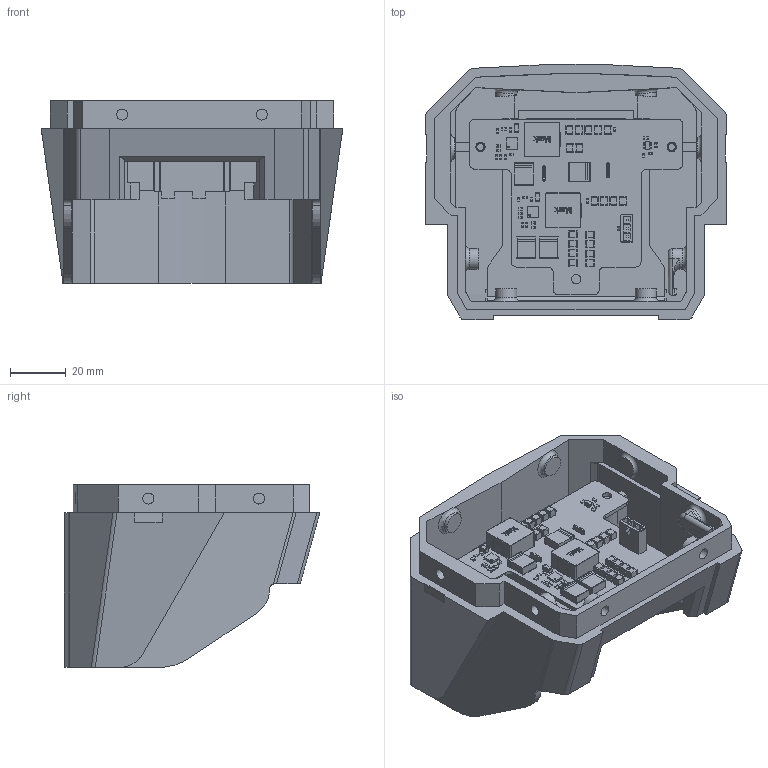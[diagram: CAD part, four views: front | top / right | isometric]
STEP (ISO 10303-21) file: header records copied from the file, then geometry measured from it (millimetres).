
FILE_DESCRIPTION(('KiCad electronic assembly'),'2;1');
FILE_NAME('Power_management_V2.step','2026-01-13T11:24:07',('Pcbnew'),( 'Kicad'),'Open CASCADE STEP processor 7.8','KiCad to STEP converter' ,'Unknown');
FILE_SCHEMA(('AUTOMOTIVE_DESIGN { 1 0 10303 214 1 1 1 1 }'));
Length unit declared in the file: millimetre
Products named in the file (14): Power_management_V2 1; C_0603_1608Metric; 2165711003; R_0603_1608Metric; C_1210_3225Metric; C_1206_3216Metric; SRP1265A series; CAP_C7563_TDK; WSON-14-1EP_4.0x4.0mm_P0.5mm_EP2.6x2.6mm; TSOT-23-6; DIP-PUL-3005-2; DIP-PUL-3005-1; DIP-PUL-3010-1 v1; Power_management_V2_PCB
Assembly tree (60 placements, depth 3):
  Power_management_V2 1
    C_0603_1608Metric  x10
    2165711003
    R_0603_1608Metric  x15
    C_1210_3225Metric  x19
    C_1206_3216Metric  x2
    SRP1265A series  x2
    CAP_C7563_TDK  x4
    WSON-14-1EP_4.0x4.0mm_P0.5mm_EP2.6x2.6mm  x2
    TSOT-23-6
    DIP-PUL-3005-2
      DIP-PUL-3005-1
      DIP-PUL-3010-1 v1
    Power_management_V2_PCB
Bounding box: 108 x 91.62 x 65.52 mm (x, y, z)
Volume: 135086.2 mm3; surface area: 74692.3 mm2
Topology: 85 solids, 85 shells, 2418 faces, 6333 edges, 4167 vertices
Faces by surface type: plane 1632, cylinder 662, extrusion 66, bspline 35, cone 15, torus 8
Full cylindrical faces by diameter (mm): 0.6 x2, 0.83 x1, 1.02 x4, 3.4 x3, 3.95 x8, 7.5 x7
Entity records: 35003 total; most frequent: CARTESIAN_POINT 8755, ORIENTED_EDGE 4890, DIRECTION 4509, EDGE_CURVE 2445, VECTOR 1877, LINE 1844, VERTEX_POINT 1604, AXIS2_PLACEMENT_3D 1316
